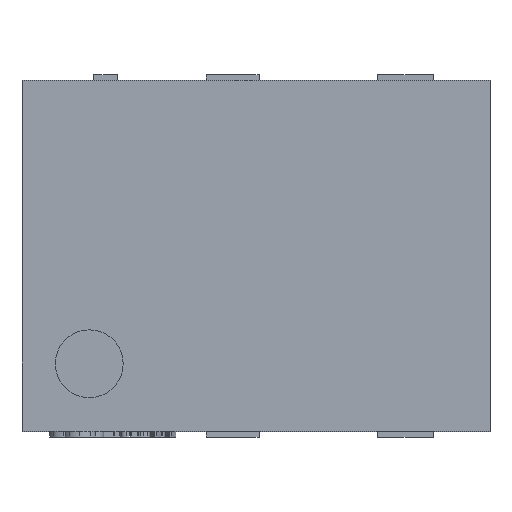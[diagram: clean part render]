
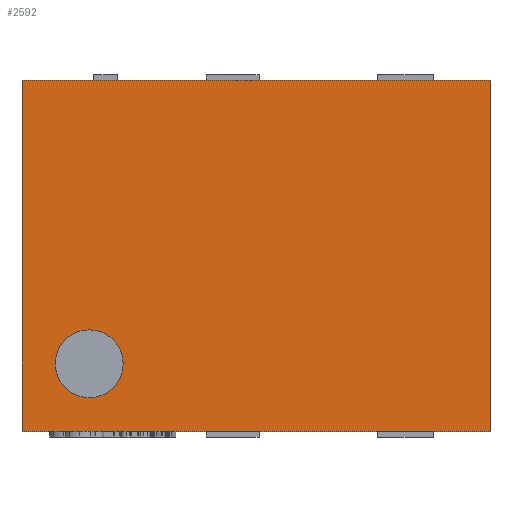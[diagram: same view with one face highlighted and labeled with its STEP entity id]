
A CAD part, top view. The second image highlights one B-rep face of the part: STEP entity #2592.
In plain terms, the highlighted planar face has unit normal (0, 0, 1).
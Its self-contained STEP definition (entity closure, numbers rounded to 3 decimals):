
#52 = CARTESIAN_POINT ( 'NONE',  ( 0.4, 0.3, 0.36 ) ) ;
#769 = CARTESIAN_POINT ( 'NONE',  ( -0.227, -0.185, 0.36 ) ) ;
#875 = AXIS2_PLACEMENT_3D ( 'NONE', #11056, #13172, #13250 ) ;
#932 = DIRECTION ( 'NONE',  ( 1., 0., 0. ) ) ;
#1093 = DIRECTION ( 'NONE',  ( 1., 0., 0. ) ) ;
#1333 = CARTESIAN_POINT ( 'NONE',  ( -0.4, -0.3, 0.36 ) ) ;
#1378 = EDGE_CURVE ( 'NONE', #9022, #5704, #7203, .T. ) ;
#1987 = VECTOR ( 'NONE', #6607, 1000. ) ;
#2147 = DIRECTION ( 'NONE',  ( 0., 0., 1. ) ) ;
#2592 = ADVANCED_FACE ( 'NONE', ( #14189, #6567 ), #4384, .T. ) ;
#3267 = LINE ( 'NONE', #13130, #7808 ) ;
#3862 = EDGE_CURVE ( 'NONE', #5704, #6838, #3267, .T. ) ;
#3894 = ORIENTED_EDGE ( 'NONE', *, *, #10680, .F. ) ;
#4384 = PLANE ( 'NONE',  #7326 ) ;
#4495 = LINE ( 'NONE', #52, #1987 ) ;
#4505 = DIRECTION ( 'NONE',  ( 0., 0., 1. ) ) ;
#4628 = CARTESIAN_POINT ( 'NONE',  ( -0.4, 0.3, 0.36 ) ) ;
#5551 = DIRECTION ( 'NONE',  ( 1., 0., 0. ) ) ;
#5704 = VERTEX_POINT ( 'NONE', #1333 ) ;
#6016 = VECTOR ( 'NONE', #13951, 1000. ) ;
#6169 = LINE ( 'NONE', #12364, #13895 ) ;
#6567 = FACE_OUTER_BOUND ( 'NONE', #10115, .T. ) ;
#6607 = DIRECTION ( 'NONE',  ( 0., 1., 0. ) ) ;
#6713 = CARTESIAN_POINT ( 'NONE',  ( -0.343, -0.185, 0.36 ) ) ;
#6838 = VERTEX_POINT ( 'NONE', #10876 ) ;
#6931 = CIRCLE ( 'NONE', #875, 0.058 ) ;
#7203 = LINE ( 'NONE', #10643, #6016 ) ;
#7326 = AXIS2_PLACEMENT_3D ( 'NONE', #12150, #2147, #5551 ) ;
#7764 = ORIENTED_EDGE ( 'NONE', *, *, #8318, .T. ) ;
#7808 = VECTOR ( 'NONE', #932, 1000. ) ;
#7822 = EDGE_CURVE ( 'NONE', #6838, #10457, #4495, .T. ) ;
#8299 = ORIENTED_EDGE ( 'NONE', *, *, #3862, .T. ) ;
#8318 = EDGE_CURVE ( 'NONE', #10457, #9022, #6169, .T. ) ;
#8853 = ORIENTED_EDGE ( 'NONE', *, *, #7822, .T. ) ;
#9022 = VERTEX_POINT ( 'NONE', #4628 ) ;
#9796 = VERTEX_POINT ( 'NONE', #769 ) ;
#10115 = EDGE_LOOP ( 'NONE', ( #8853, #7764, #12031, #8299 ) ) ;
#10457 = VERTEX_POINT ( 'NONE', #11248 ) ;
#10643 = CARTESIAN_POINT ( 'NONE',  ( -0.4, 0.3, 0.36 ) ) ;
#10680 = EDGE_CURVE ( 'NONE', #9796, #13037, #13664, .T. ) ;
#10876 = CARTESIAN_POINT ( 'NONE',  ( 0.4, -0.3, 0.36 ) ) ;
#10989 = EDGE_CURVE ( 'NONE', #13037, #9796, #6931, .T. ) ;
#11022 = CARTESIAN_POINT ( 'NONE',  ( -0.285, -0.185, 0.36 ) ) ;
#11056 = CARTESIAN_POINT ( 'NONE',  ( -0.285, -0.185, 0.36 ) ) ;
#11248 = CARTESIAN_POINT ( 'NONE',  ( 0.4, 0.3, 0.36 ) ) ;
#11258 = DIRECTION ( 'NONE',  ( -1., 0., 0. ) ) ;
#11422 = ORIENTED_EDGE ( 'NONE', *, *, #10989, .F. ) ;
#11997 = AXIS2_PLACEMENT_3D ( 'NONE', #11022, #4505, #1093 ) ;
#12031 = ORIENTED_EDGE ( 'NONE', *, *, #1378, .T. ) ;
#12150 = CARTESIAN_POINT ( 'NONE',  ( 0., 0., 0.36 ) ) ;
#12238 = EDGE_LOOP ( 'NONE', ( #3894, #11422 ) ) ;
#12364 = CARTESIAN_POINT ( 'NONE',  ( -0.4, 0.3, 0.36 ) ) ;
#13037 = VERTEX_POINT ( 'NONE', #6713 ) ;
#13130 = CARTESIAN_POINT ( 'NONE',  ( -0.4, -0.3, 0.36 ) ) ;
#13172 = DIRECTION ( 'NONE',  ( 0., 0., 1. ) ) ;
#13250 = DIRECTION ( 'NONE',  ( 1., 0., 0. ) ) ;
#13664 = CIRCLE ( 'NONE', #11997, 0.058 ) ;
#13895 = VECTOR ( 'NONE', #11258, 1000. ) ;
#13951 = DIRECTION ( 'NONE',  ( 0., -1., 0. ) ) ;
#14189 = FACE_BOUND ( 'NONE', #12238, .T. ) ;
